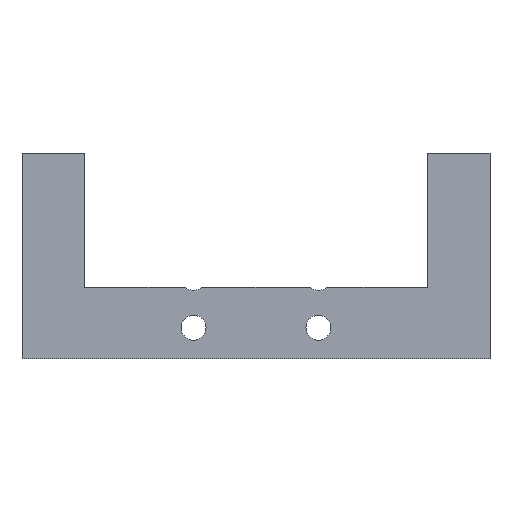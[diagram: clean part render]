
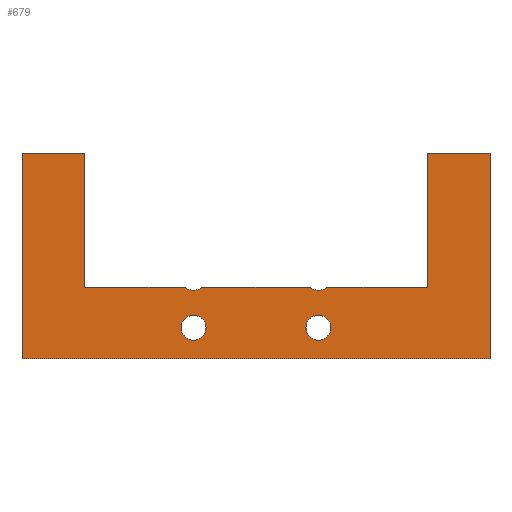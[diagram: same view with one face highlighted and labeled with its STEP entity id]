
A CAD part, top view. The second image highlights one B-rep face of the part: STEP entity #679.
In plain terms, the highlighted planar face has unit normal (0, 0, 1).
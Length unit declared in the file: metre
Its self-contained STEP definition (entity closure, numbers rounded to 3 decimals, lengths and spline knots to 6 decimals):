
#26=CIRCLE('',#735,0.002);
#27=CIRCLE('',#736,0.002);
#28=CIRCLE('',#737,0.002);
#29=CIRCLE('',#738,0.002);
#120=ORIENTED_EDGE('',*,*,#294,.T.);
#121=ORIENTED_EDGE('',*,*,#295,.T.);
#122=ORIENTED_EDGE('',*,*,#239,.T.);
#123=ORIENTED_EDGE('',*,*,#296,.T.);
#124=ORIENTED_EDGE('',*,*,#297,.T.);
#125=ORIENTED_EDGE('',*,*,#298,.T.);
#126=ORIENTED_EDGE('',*,*,#299,.T.);
#127=ORIENTED_EDGE('',*,*,#300,.T.);
#128=ORIENTED_EDGE('',*,*,#301,.T.);
#129=ORIENTED_EDGE('',*,*,#302,.F.);
#130=ORIENTED_EDGE('',*,*,#282,.T.);
#131=ORIENTED_EDGE('',*,*,#293,.T.);
#132=ORIENTED_EDGE('',*,*,#303,.T.);
#133=ORIENTED_EDGE('',*,*,#280,.F.);
#239=EDGE_CURVE('',#336,#334,#401,.T.);
#280=EDGE_CURVE('',#336,#367,#437,.T.);
#282=EDGE_CURVE('',#368,#369,#439,.T.);
#293=EDGE_CURVE('',#369,#375,#449,.T.);
#294=EDGE_CURVE('',#376,#376,#26,.F.);
#295=EDGE_CURVE('',#377,#377,#27,.F.);
#296=EDGE_CURVE('',#334,#378,#450,.T.);
#297=EDGE_CURVE('',#378,#379,#451,.T.);
#298=EDGE_CURVE('',#379,#380,#28,.F.);
#299=EDGE_CURVE('',#380,#381,#452,.T.);
#300=EDGE_CURVE('',#381,#382,#29,.F.);
#301=EDGE_CURVE('',#382,#383,#453,.T.);
#302=EDGE_CURVE('',#368,#383,#454,.T.);
#303=EDGE_CURVE('',#375,#367,#455,.T.);
#334=VERTEX_POINT('',#981);
#336=VERTEX_POINT('',#984);
#367=VERTEX_POINT('',#1061);
#368=VERTEX_POINT('',#1065);
#369=VERTEX_POINT('',#1066);
#375=VERTEX_POINT('',#1083);
#376=VERTEX_POINT('',#1087);
#377=VERTEX_POINT('',#1089);
#378=VERTEX_POINT('',#1091);
#379=VERTEX_POINT('',#1093);
#380=VERTEX_POINT('',#1095);
#381=VERTEX_POINT('',#1097);
#382=VERTEX_POINT('',#1099);
#383=VERTEX_POINT('',#1101);
#401=LINE('',#983,#483);
#437=LINE('',#1060,#519);
#439=LINE('',#1064,#521);
#449=LINE('',#1084,#531);
#450=LINE('',#1090,#532);
#451=LINE('',#1092,#533);
#452=LINE('',#1096,#534);
#453=LINE('',#1100,#535);
#454=LINE('',#1102,#536);
#455=LINE('',#1103,#537);
#483=VECTOR('',#790,1.);
#519=VECTOR('',#846,1.);
#521=VECTOR('',#850,1.);
#531=VECTOR('',#864,1.);
#532=VECTOR('',#871,1.);
#533=VECTOR('',#872,1.);
#534=VECTOR('',#875,1.);
#535=VECTOR('',#878,1.);
#536=VECTOR('',#879,1.);
#537=VECTOR('',#880,1.);
#565=EDGE_LOOP('',(#120));
#566=EDGE_LOOP('',(#121));
#567=EDGE_LOOP('',(#122,#123,#124,#125,#126,#127,#128,#129,#130,#131,#132,
#133));
#609=FACE_BOUND('',#565,.T.);
#610=FACE_BOUND('',#566,.T.);
#611=FACE_BOUND('',#567,.T.);
#651=PLANE('',#734);
#679=ADVANCED_FACE('',(#609,#610,#611),#651,.T.);
#734=AXIS2_PLACEMENT_3D('',#1085,#865,#866);
#735=AXIS2_PLACEMENT_3D('',#1086,#867,#868);
#736=AXIS2_PLACEMENT_3D('',#1088,#869,#870);
#737=AXIS2_PLACEMENT_3D('',#1094,#873,#874);
#738=AXIS2_PLACEMENT_3D('',#1098,#876,#877);
#790=DIRECTION('',(-1.,0.,0.));
#846=DIRECTION('',(0.,-1.,0.));
#850=DIRECTION('',(-1.,0.,0.));
#864=DIRECTION('',(0.,-1.,0.));
#865=DIRECTION('',(0.,0.,1.));
#866=DIRECTION('',(1.,0.,0.));
#867=DIRECTION('',(0.,0.,1.));
#868=DIRECTION('',(1.,0.,0.));
#869=DIRECTION('',(0.,0.,1.));
#870=DIRECTION('',(1.,0.,0.));
#871=DIRECTION('',(0.,-1.,0.));
#872=DIRECTION('',(-1.,0.,0.));
#873=DIRECTION('',(0.,0.,1.));
#874=DIRECTION('',(1.,0.,0.));
#875=DIRECTION('',(-1.,0.,0.));
#876=DIRECTION('',(0.,0.,1.));
#877=DIRECTION('',(1.,0.,0.));
#878=DIRECTION('',(-1.,0.,0.));
#879=DIRECTION('',(0.,-1.,0.));
#880=DIRECTION('',(1.,0.,0.));
#981=CARTESIAN_POINT('',(0.0275,0.0125,0.002));
#983=CARTESIAN_POINT('',(0.,0.0125,0.002));
#984=CARTESIAN_POINT('',(0.0375,0.0125,0.002));
#1060=CARTESIAN_POINT('',(0.0375,0.,0.002));
#1061=CARTESIAN_POINT('',(0.0375,-0.0205,0.002));
#1064=CARTESIAN_POINT('',(0.,0.0125,0.002));
#1065=CARTESIAN_POINT('',(-0.0275,0.0125,0.002));
#1066=CARTESIAN_POINT('',(-0.0375,0.0125,0.002));
#1083=CARTESIAN_POINT('',(-0.0375,-0.0205,0.002));
#1084=CARTESIAN_POINT('',(-0.0375,0.,0.002));
#1085=CARTESIAN_POINT('',(0.,0.,0.002));
#1086=CARTESIAN_POINT('',(-0.01,-0.0155,0.002));
#1087=CARTESIAN_POINT('',(-0.008,-0.0155,0.002));
#1088=CARTESIAN_POINT('',(0.01,-0.0155,0.002));
#1089=CARTESIAN_POINT('',(0.012,-0.0155,0.002));
#1090=CARTESIAN_POINT('',(0.0275,0.,0.002));
#1091=CARTESIAN_POINT('',(0.0275,-0.009,0.002));
#1092=CARTESIAN_POINT('',(0.,-0.009,0.002));
#1093=CARTESIAN_POINT('',(0.011323,-0.009,0.002));
#1094=CARTESIAN_POINT('',(0.01,-0.0075,0.002));
#1095=CARTESIAN_POINT('',(0.008677,-0.009,0.002));
#1096=CARTESIAN_POINT('',(0.,-0.009,0.002));
#1097=CARTESIAN_POINT('',(-0.008677,-0.009,0.002));
#1098=CARTESIAN_POINT('',(-0.01,-0.0075,0.002));
#1099=CARTESIAN_POINT('',(-0.011323,-0.009,0.002));
#1100=CARTESIAN_POINT('',(0.,-0.009,0.002));
#1101=CARTESIAN_POINT('',(-0.0275,-0.009,0.002));
#1102=CARTESIAN_POINT('',(-0.0275,0.,0.002));
#1103=CARTESIAN_POINT('',(0.,-0.0205,0.002));
